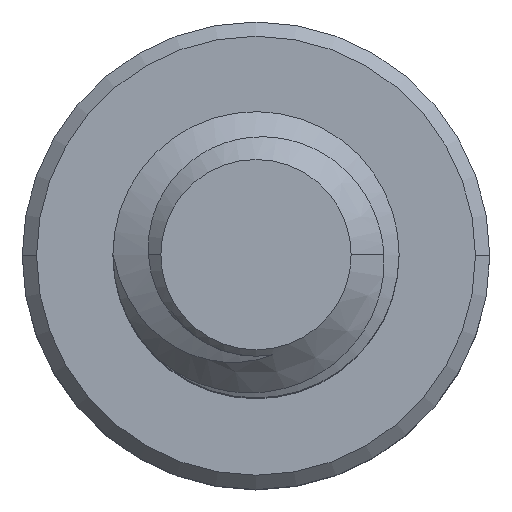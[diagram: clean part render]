
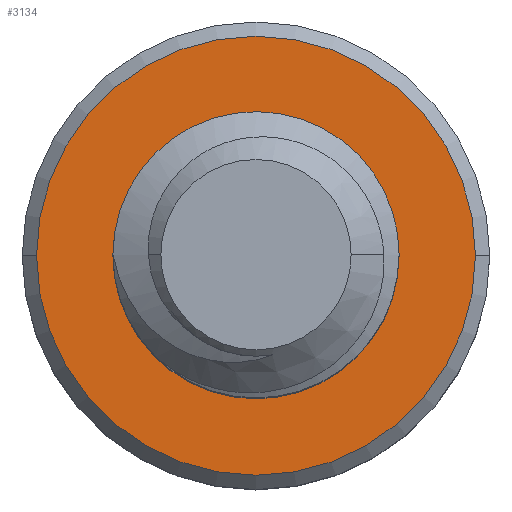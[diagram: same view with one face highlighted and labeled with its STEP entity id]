
A CAD part, top view. The second image highlights one B-rep face of the part: STEP entity #3134.
In plain terms, the highlighted planar face has unit normal (0, 0, 1).
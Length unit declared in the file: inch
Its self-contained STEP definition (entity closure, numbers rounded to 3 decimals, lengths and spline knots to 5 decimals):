
#78 = CIRCLE ( 'NONE', #1108, 0.03976 ) ;
#120 = ORIENTED_EDGE ( 'NONE', *, *, #751, .T. ) ;
#187 = FACE_BOUND ( 'NONE', #537, .T. ) ;
#191 = FACE_OUTER_BOUND ( 'NONE', #456, .T. ) ;
#265 = CIRCLE ( 'NONE', #1125, 0.056 ) ;
#317 = ORIENTED_EDGE ( 'NONE', *, *, #1086, .F. ) ;
#350 = CIRCLE ( 'NONE', #1120, 0.0859 ) ;
#411 = CIRCLE ( 'NONE', #1115, 0.0859 ) ;
#456 = EDGE_LOOP ( 'NONE', ( #720, #613 ) ) ;
#537 = EDGE_LOOP ( 'NONE', ( #317, #723, #704, #120 ) ) ;
#613 = ORIENTED_EDGE ( 'NONE', *, *, #1006, .T. ) ;
#704 = ORIENTED_EDGE ( 'NONE', *, *, #743, .T. ) ;
#720 = ORIENTED_EDGE ( 'NONE', *, *, #753, .T. ) ;
#723 = ORIENTED_EDGE ( 'NONE', *, *, #750, .T. ) ;
#743 = EDGE_CURVE ( 'NONE', #2607, #2880, #78, .T. ) ;
#750 = EDGE_CURVE ( 'NONE', #2501, #2607, #1587, .T. ) ;
#751 = EDGE_CURVE ( 'NONE', #2880, #2834, #1584, .T. ) ;
#753 = EDGE_CURVE ( 'NONE', #2428, #2423, #411, .T. ) ;
#1006 = EDGE_CURVE ( 'NONE', #2423, #2428, #350, .T. ) ;
#1086 = EDGE_CURVE ( 'NONE', #2501, #2834, #265, .T. ) ;
#1108 = AXIS2_PLACEMENT_3D ( 'NONE', #2920, #2744, #2447 ) ;
#1115 = AXIS2_PLACEMENT_3D ( 'NONE', #2549, #2724, #2621 ) ;
#1120 = AXIS2_PLACEMENT_3D ( 'NONE', #2908, #2906, #2905 ) ;
#1125 = AXIS2_PLACEMENT_3D ( 'NONE', #1564, #1451, #1450 ) ;
#1147 = AXIS2_PLACEMENT_3D ( 'NONE', #2130, #1947, #2291 ) ;
#1450 = DIRECTION ( 'NONE',  ( 1., 0., 0. ) ) ;
#1451 = DIRECTION ( 'NONE',  ( 0., 0., 1. ) ) ;
#1564 = CARTESIAN_POINT ( 'NONE',  ( 0., 0., -0.25 ) ) ;
#1584 = B_SPLINE_CURVE_WITH_KNOTS ( 'NONE', 3,
 ( #2551, #2557, #2559, #2565, #2560, #2562, #2561, #2570, #2569, #2566, #2564, #2558, #2718, #2719 ),
 .UNSPECIFIED., .F., .F.,
 ( 4, 2, 2, 2, 2, 2, 4 ),
 ( 0., 0.00072, 0.00145, 0.00181, 0.00217, 0.00253, 0.00289 ),
 .UNSPECIFIED. ) ;
#1587 = B_SPLINE_CURVE_WITH_KNOTS ( 'NONE', 3,
 ( #2538, #2540, #2550, #2541, #2545, #2552, #2548, #2542, #2543, #2544, #3099, #3084, #2827, #2826, #2825, #2572 ),
 .UNSPECIFIED., .F., .F.,
 ( 4, 2, 2, 2, 2, 2, 2, 4 ),
 ( 0., 0.00036, 0.00072, 0.00145, 0.00181, 0.00217, 0.00253, 0.00289 ),
 .UNSPECIFIED. ) ;
#1605 = CARTESIAN_POINT ( 'NONE',  ( -0.0859, 0., -0.25 ) ) ;
#1647 = CARTESIAN_POINT ( 'NONE',  ( 0.0859, 0., -0.25 ) ) ;
#1947 = DIRECTION ( 'NONE',  ( 0., 0., -1. ) ) ;
#2119 = PLANE ( 'NONE',  #1147 ) ;
#2130 = CARTESIAN_POINT ( 'NONE',  ( 0., 0., -0.25 ) ) ;
#2228 = CARTESIAN_POINT ( 'NONE',  ( -0.03924, 0.03996, -0.25 ) ) ;
#2229 = CARTESIAN_POINT ( 'NONE',  ( 0., -0.03976, -0.25 ) ) ;
#2274 = CARTESIAN_POINT ( 'NONE',  ( 0., 0.056, -0.25 ) ) ;
#2291 = DIRECTION ( 'NONE',  ( -1., 0., 0. ) ) ;
#2311 = CARTESIAN_POINT ( 'NONE',  ( 0.02786, -0.02837, -0.25 ) ) ;
#2423 = VERTEX_POINT ( 'NONE', #1647 ) ;
#2428 = VERTEX_POINT ( 'NONE', #1605 ) ;
#2447 = DIRECTION ( 'NONE',  ( 1., 0., 0. ) ) ;
#2501 = VERTEX_POINT ( 'NONE', #2274 ) ;
#2538 = CARTESIAN_POINT ( 'NONE',  ( 0., 0.056, -0.25 ) ) ;
#2540 = CARTESIAN_POINT ( 'NONE',  ( 0.00478, 0.05547, -0.25 ) ) ;
#2541 = CARTESIAN_POINT ( 'NONE',  ( 0.01822, 0.05072, -0.25 ) ) ;
#2542 = CARTESIAN_POINT ( 'NONE',  ( 0.04458, 0.01823, -0.25 ) ) ;
#2543 = CARTESIAN_POINT ( 'NONE',  ( 0.04552, 0.01355, -0.25 ) ) ;
#2544 = CARTESIAN_POINT ( 'NONE',  ( 0.04588, 0.00396, -0.25 ) ) ;
#2545 = CARTESIAN_POINT ( 'NONE',  ( 0.0224, 0.04831, -0.25 ) ) ;
#2548 = CARTESIAN_POINT ( 'NONE',  ( 0.03962, 0.03158, -0.25 ) ) ;
#2549 = CARTESIAN_POINT ( 'NONE',  ( 0., 0., -0.25 ) ) ;
#2550 = CARTESIAN_POINT ( 'NONE',  ( 0.00938, 0.0543, -0.25 ) ) ;
#2551 = CARTESIAN_POINT ( 'NONE',  ( 0., -0.03976, -0.25 ) ) ;
#2552 = CARTESIAN_POINT ( 'NONE',  ( 0.03365, 0.03959, -0.25 ) ) ;
#2557 = CARTESIAN_POINT ( 'NONE',  ( -0.00951, -0.04126, -0.25 ) ) ;
#2558 = CARTESIAN_POINT ( 'NONE',  ( -0.04472, 0.03206, -0.25 ) ) ;
#2559 = CARTESIAN_POINT ( 'NONE',  ( -0.01926, -0.0395, -0.25 ) ) ;
#2560 = CARTESIAN_POINT ( 'NONE',  ( -0.04248, -0.0226, -0.25 ) ) ;
#2561 = CARTESIAN_POINT ( 'NONE',  ( -0.04986, -0.00494, -0.25 ) ) ;
#2562 = CARTESIAN_POINT ( 'NONE',  ( -0.04851, -0.00951, -0.25 ) ) ;
#2564 = CARTESIAN_POINT ( 'NONE',  ( -0.0486, 0.0234, -0.25 ) ) ;
#2565 = CARTESIAN_POINT ( 'NONE',  ( -0.03603, -0.03008, -0.25 ) ) ;
#2566 = CARTESIAN_POINT ( 'NONE',  ( -0.04995, 0.01873, -0.25 ) ) ;
#2569 = CARTESIAN_POINT ( 'NONE',  ( -0.05126, 0.00932, -0.25 ) ) ;
#2570 = CARTESIAN_POINT ( 'NONE',  ( -0.05125, 0.0045, -0.25 ) ) ;
#2572 = CARTESIAN_POINT ( 'NONE',  ( 0.02786, -0.02837, -0.25 ) ) ;
#2607 = VERTEX_POINT ( 'NONE', #2311 ) ;
#2621 = DIRECTION ( 'NONE',  ( -1., 0., 0. ) ) ;
#2718 = CARTESIAN_POINT ( 'NONE',  ( -0.04222, 0.03619, -0.25 ) ) ;
#2719 = CARTESIAN_POINT ( 'NONE',  ( -0.03924, 0.03996, -0.25 ) ) ;
#2724 = DIRECTION ( 'NONE',  ( 0., 0., 1. ) ) ;
#2744 = DIRECTION ( 'NONE',  ( 0., 0., -1. ) ) ;
#2825 = CARTESIAN_POINT ( 'NONE',  ( 0.03183, -0.02564, -0.25 ) ) ;
#2826 = CARTESIAN_POINT ( 'NONE',  ( 0.03516, -0.0222, -0.25 ) ) ;
#2827 = CARTESIAN_POINT ( 'NONE',  ( 0.0406, -0.01429, -0.25 ) ) ;
#2834 = VERTEX_POINT ( 'NONE', #2228 ) ;
#2880 = VERTEX_POINT ( 'NONE', #2229 ) ;
#2905 = DIRECTION ( 'NONE',  ( -1., 0., 0. ) ) ;
#2906 = DIRECTION ( 'NONE',  ( 0., 0., 1. ) ) ;
#2908 = CARTESIAN_POINT ( 'NONE',  ( 0., 0., -0.25 ) ) ;
#2920 = CARTESIAN_POINT ( 'NONE',  ( 0., 0., -0.25 ) ) ;
#3084 = CARTESIAN_POINT ( 'NONE',  ( 0.04263, -0.01, -0.25 ) ) ;
#3099 = CARTESIAN_POINT ( 'NONE',  ( 0.04531, -0.00075, -0.25 ) ) ;
#3134 = ADVANCED_FACE ( 'NONE', ( #191, #187 ), #2119, .F. ) ;
